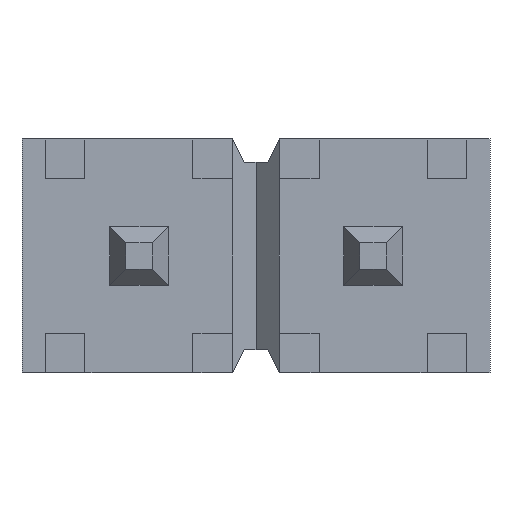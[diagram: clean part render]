
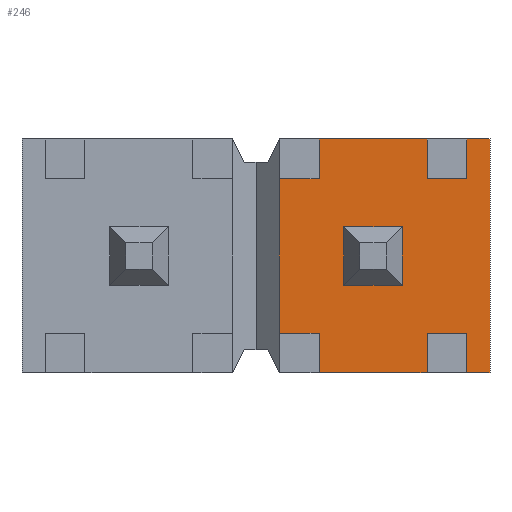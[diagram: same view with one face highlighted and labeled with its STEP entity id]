
A CAD part, front view. The second image highlights one B-rep face of the part: STEP entity #246.
In plain terms, the highlighted planar face has unit normal (0, -1, 0).
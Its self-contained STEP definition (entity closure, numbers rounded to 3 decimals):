
#246=ADVANCED_FACE('',(#518,#519),#520,.T.);
#518=FACE_BOUND('',#817,.T.);
#519=FACE_OUTER_BOUND('',#818,.T.);
#520=PLANE('',#819);
#817=EDGE_LOOP('',(#1459,#1460,#1461,#1462));
#818=EDGE_LOOP('',(#1463,#1464,#1465,#1466,#1467,#1468,#1469,#1470,#1471,#1472,#1473,#1474,#1475,#1476,#1477,#1478));
#819=AXIS2_PLACEMENT_3D('',#1479,#1480,#1481);
#1459=ORIENTED_EDGE('',*,*,#1799,.T.);
#1460=ORIENTED_EDGE('',*,*,#1794,.T.);
#1461=ORIENTED_EDGE('',*,*,#1832,.T.);
#1462=ORIENTED_EDGE('',*,*,#1835,.T.);
#1463=ORIENTED_EDGE('',*,*,#2017,.F.);
#1464=ORIENTED_EDGE('',*,*,#1955,.T.);
#1465=ORIENTED_EDGE('',*,*,#2018,.T.);
#1466=ORIENTED_EDGE('',*,*,#2015,.T.);
#1467=ORIENTED_EDGE('',*,*,#2019,.F.);
#1468=ORIENTED_EDGE('',*,*,#1951,.T.);
#1469=ORIENTED_EDGE('',*,*,#2020,.T.);
#1470=ORIENTED_EDGE('',*,*,#2010,.T.);
#1471=ORIENTED_EDGE('',*,*,#1983,.T.);
#1472=ORIENTED_EDGE('',*,*,#2002,.T.);
#1473=ORIENTED_EDGE('',*,*,#2021,.T.);
#1474=ORIENTED_EDGE('',*,*,#1998,.T.);
#1475=ORIENTED_EDGE('',*,*,#2022,.F.);
#1476=ORIENTED_EDGE('',*,*,#2005,.T.);
#1477=ORIENTED_EDGE('',*,*,#2023,.T.);
#1478=ORIENTED_EDGE('',*,*,#1994,.T.);
#1479=CARTESIAN_POINT('',(3.684,-2.032,2.54));
#1480=DIRECTION('',(0.0,-1.0,-0.0));
#1481=DIRECTION('',(-1.0,0.0,0.));
#1794=EDGE_CURVE('',#2136,#2137,#2138,.T.);
#1799=EDGE_CURVE('',#2145,#2136,#2146,.T.);
#1832=EDGE_CURVE('',#2137,#2189,#2190,.T.);
#1835=EDGE_CURVE('',#2189,#2145,#2193,.T.);
#1951=EDGE_CURVE('',#2362,#2360,#2363,.T.);
#1955=EDGE_CURVE('',#2370,#2368,#2371,.T.);
#1983=EDGE_CURVE('',#2382,#2411,#2413,.T.);
#1994=EDGE_CURVE('',#2429,#2427,#2430,.T.);
#1998=EDGE_CURVE('',#2437,#2435,#2438,.T.);
#2002=EDGE_CURVE('',#2411,#2441,#2443,.T.);
#2005=EDGE_CURVE('',#2448,#2445,#2449,.T.);
#2010=EDGE_CURVE('',#2454,#2382,#2456,.T.);
#2015=EDGE_CURVE('',#2459,#2463,#2465,.T.);
#2017=EDGE_CURVE('',#2370,#2427,#2467,.T.);
#2018=EDGE_CURVE('',#2368,#2459,#2468,.T.);
#2019=EDGE_CURVE('',#2362,#2463,#2469,.T.);
#2020=EDGE_CURVE('',#2360,#2454,#2470,.T.);
#2021=EDGE_CURVE('',#2441,#2437,#2471,.T.);
#2022=EDGE_CURVE('',#2448,#2435,#2472,.T.);
#2023=EDGE_CURVE('',#2445,#2429,#2473,.T.);
#2136=VERTEX_POINT('',#2628);
#2137=VERTEX_POINT('',#2629);
#2138=LINE('',#2630,#2631);
#2145=VERTEX_POINT('',#2641);
#2146=LINE('',#2642,#2643);
#2189=VERTEX_POINT('',#2707);
#2190=LINE('',#2708,#2709);
#2193=LINE('',#2713,#2714);
#2360=VERTEX_POINT('',#2962);
#2362=VERTEX_POINT('',#2965);
#2363=LINE('',#2966,#2967);
#2368=VERTEX_POINT('',#2974);
#2370=VERTEX_POINT('',#2977);
#2371=LINE('',#2978,#2979);
#2382=VERTEX_POINT('',#2995);
#2411=VERTEX_POINT('',#3039);
#2413=LINE('',#3042,#3043);
#2427=VERTEX_POINT('',#3063);
#2429=VERTEX_POINT('',#3066);
#2430=LINE('',#3067,#3068);
#2435=VERTEX_POINT('',#3075);
#2437=VERTEX_POINT('',#3078);
#2438=LINE('',#3079,#3080);
#2441=VERTEX_POINT('',#3084);
#2443=LINE('',#3087,#3088);
#2445=VERTEX_POINT('',#3090);
#2448=VERTEX_POINT('',#3094);
#2449=LINE('',#3095,#3096);
#2454=VERTEX_POINT('',#3103);
#2456=LINE('',#3106,#3107);
#2459=VERTEX_POINT('',#3110);
#2463=VERTEX_POINT('',#3116);
#2465=LINE('',#3119,#3120);
#2467=LINE('',#3122,#3123);
#2468=LINE('',#3124,#3125);
#2469=LINE('',#3126,#3127);
#2470=LINE('',#3128,#3129);
#2471=LINE('',#3130,#3131);
#2472=LINE('',#3132,#3133);
#2473=LINE('',#3134,#3135);
#2628=CARTESIAN_POINT('',(2.223,-2.032,1.588));
#2629=CARTESIAN_POINT('',(2.858,-2.032,1.588));
#2630=CARTESIAN_POINT('',(3.112,-2.032,1.588));
#2631=VECTOR('',#3326,1.0);
#2641=CARTESIAN_POINT('',(2.223,-2.032,0.953));
#2642=CARTESIAN_POINT('',(2.223,-2.032,1.905));
#2643=VECTOR('',#3330,1.0);
#2707=CARTESIAN_POINT('',(2.858,-2.032,0.953));
#2708=CARTESIAN_POINT('',(2.858,-2.032,1.905));
#2709=VECTOR('',#3352,1.0);
#2713=CARTESIAN_POINT('',(3.112,-2.032,0.953));
#2714=VECTOR('',#3354,1.0);
#2962=CARTESIAN_POINT('',(1.956,-2.032,2.54));
#2965=CARTESIAN_POINT('',(3.127,-2.032,2.54));
#2966=CARTESIAN_POINT('',(3.127,-2.032,2.54));
#2967=VECTOR('',#3437,1.0);
#2974=CARTESIAN_POINT('',(3.559,-2.032,2.54));
#2977=CARTESIAN_POINT('',(3.81,-2.032,2.54));
#2978=CARTESIAN_POINT('',(3.81,-2.032,2.54));
#2979=VECTOR('',#3441,1.0);
#2995=CARTESIAN_POINT('',(1.524,-2.032,2.108));
#3039=CARTESIAN_POINT('',(1.524,-2.032,0.432));
#3042=CARTESIAN_POINT('',(1.524,-2.032,2.54));
#3043=VECTOR('',#3463,1.0);
#3063=CARTESIAN_POINT('',(3.81,-2.032,0.0));
#3066=CARTESIAN_POINT('',(3.559,-2.032,0.0));
#3067=CARTESIAN_POINT('',(3.81,-2.032,0.0));
#3068=VECTOR('',#3471,1.0);
#3075=CARTESIAN_POINT('',(3.127,-2.032,0.0));
#3078=CARTESIAN_POINT('',(1.956,-2.032,0.0));
#3079=CARTESIAN_POINT('',(3.127,-2.032,0.0));
#3080=VECTOR('',#3475,1.0);
#3084=CARTESIAN_POINT('',(1.956,-2.032,0.432));
#3087=CARTESIAN_POINT('',(2.54,-2.032,0.432));
#3088=VECTOR('',#3478,1.0);
#3090=CARTESIAN_POINT('',(3.559,-2.032,0.432));
#3094=CARTESIAN_POINT('',(3.127,-2.032,0.432));
#3095=CARTESIAN_POINT('',(2.54,-2.032,0.432));
#3096=VECTOR('',#3480,1.0);
#3103=CARTESIAN_POINT('',(1.956,-2.032,2.108));
#3106=CARTESIAN_POINT('',(2.54,-2.032,2.108));
#3107=VECTOR('',#3484,1.0);
#3110=CARTESIAN_POINT('',(3.559,-2.032,2.108));
#3116=CARTESIAN_POINT('',(3.127,-2.032,2.108));
#3119=CARTESIAN_POINT('',(2.54,-2.032,2.108));
#3120=VECTOR('',#3488,1.0);
#3122=CARTESIAN_POINT('',(3.81,-2.032,2.54));
#3123=VECTOR('',#3489,1.0);
#3124=CARTESIAN_POINT('',(3.559,-2.032,2.54));
#3125=VECTOR('',#3490,1.0);
#3126=CARTESIAN_POINT('',(3.127,-2.032,2.54));
#3127=VECTOR('',#3491,1.0);
#3128=CARTESIAN_POINT('',(1.956,-2.032,2.54));
#3129=VECTOR('',#3492,1.0);
#3130=CARTESIAN_POINT('',(1.956,-2.032,2.54));
#3131=VECTOR('',#3493,1.0);
#3132=CARTESIAN_POINT('',(3.127,-2.032,2.54));
#3133=VECTOR('',#3494,1.0);
#3134=CARTESIAN_POINT('',(3.559,-2.032,2.54));
#3135=VECTOR('',#3495,1.0);
#3326=DIRECTION('',(1.0,0.0,-0.0));
#3330=DIRECTION('',(0.0,-0.0,1.0));
#3352=DIRECTION('',(0.0,0.0,-1.0));
#3354=DIRECTION('',(-1.0,-0.0,0.0));
#3437=DIRECTION('',(-1.0,0.0,0.));
#3441=DIRECTION('',(-1.0,0.0,0.));
#3463=DIRECTION('',(0.,0.0,-1.0));
#3471=DIRECTION('',(1.0,-0.0,0.));
#3475=DIRECTION('',(1.0,-0.0,0.));
#3478=DIRECTION('',(1.0,0.0,0.));
#3480=DIRECTION('',(1.0,0.0,0.));
#3484=DIRECTION('',(-1.0,0.0,0.));
#3488=DIRECTION('',(-1.0,0.0,0.));
#3489=DIRECTION('',(0.,0.0,-1.0));
#3490=DIRECTION('',(0.,0.0,-1.0));
#3491=DIRECTION('',(0.,0.0,-1.0));
#3492=DIRECTION('',(0.,0.0,-1.0));
#3493=DIRECTION('',(0.,0.0,-1.0));
#3494=DIRECTION('',(0.,0.0,-1.0));
#3495=DIRECTION('',(0.,0.0,-1.0));
